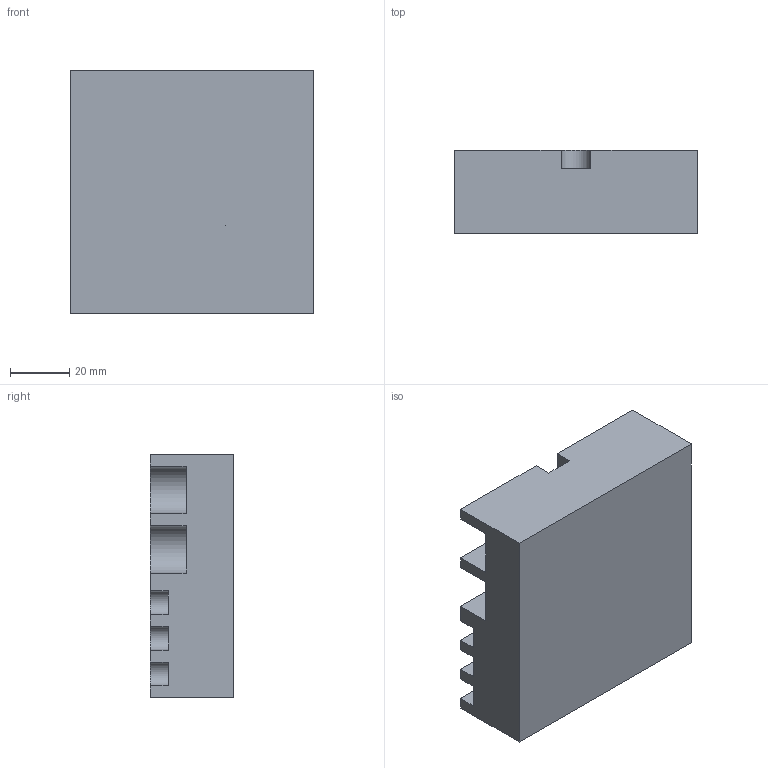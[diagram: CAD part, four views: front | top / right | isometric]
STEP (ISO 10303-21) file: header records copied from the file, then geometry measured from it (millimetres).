
FILE_DESCRIPTION (( 'STEP AP214' ), '1' );
FILE_NAME ('Standard_Test_Part.STEP', '2020-02-24T15:22:35', ( '' ), ( '' ), 'SwSTEP 2.0', 'SolidWorks 2019', '' );
FILE_SCHEMA (( 'AUTOMOTIVE_DESIGN' ));
Length unit declared in the file: millimetre
Products named in the file (1): Standard_Test_Part
Bounding box: 82 x 28 x 82 mm (x, y, z)
Volume: 159040.1 mm3; surface area: 28877.6 mm2
Topology: 1 solids, 1 shells, 69 faces, 174 edges, 116 vertices
Faces by surface type: plane 42, cylinder 27
Entity records: 2116 total; most frequent: DIRECTION 368, CARTESIAN_POINT 360, ORIENTED_EDGE 348, EDGE_CURVE 174, AXIS2_PLACEMENT_3D 124, VECTOR 120, LINE 120, VERTEX_POINT 116
